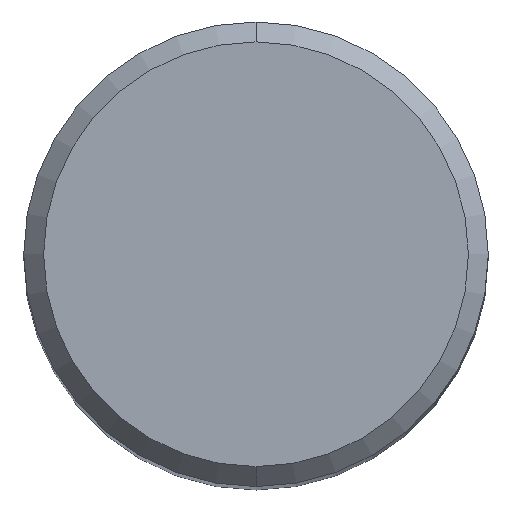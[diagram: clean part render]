
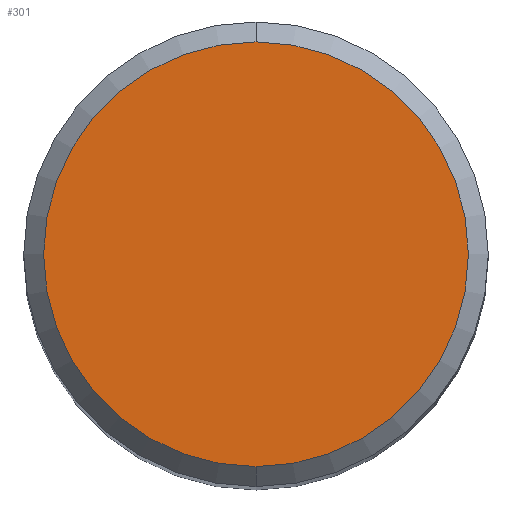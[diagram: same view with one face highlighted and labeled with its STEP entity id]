
A CAD part, top view. The second image highlights one B-rep face of the part: STEP entity #301.
In plain terms, the highlighted planar face has unit normal (0, 0, 1).
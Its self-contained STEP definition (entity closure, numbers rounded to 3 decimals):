
#229=EDGE_CURVE('',#335,#389,#543,.T.);
#301=ADVANCED_FACE('',(#626),#627,.T.);
#335=VERTEX_POINT('',#663);
#367=EDGE_CURVE('',#389,#335,#698,.T.);
#389=VERTEX_POINT('',#721);
#543=CIRCLE('',#999,6.4);
#626=FACE_OUTER_BOUND('',#1168,.T.);
#627=PLANE('',#1169);
#663=CARTESIAN_POINT('',(0.,-6.4,0.0));
#698=CIRCLE('',#1322,6.4);
#721=CARTESIAN_POINT('',(0.0,6.4,0.0));
#999=AXIS2_PLACEMENT_3D('',#1581,#1582,#1583);
#1168=EDGE_LOOP('',(#1706,#1707));
#1169=AXIS2_PLACEMENT_3D('',#1708,#1709,#1710);
#1322=AXIS2_PLACEMENT_3D('',#1780,#1781,#1782);
#1581=CARTESIAN_POINT('',(0.0,0.0,0.0));
#1582=DIRECTION('',(0.0,0.0,-1.0));
#1583=DIRECTION('',(0.0,1.0,0.0));
#1706=ORIENTED_EDGE('',*,*,#367,.F.);
#1707=ORIENTED_EDGE('',*,*,#229,.F.);
#1708=CARTESIAN_POINT('',(0.0,3.2,0.0));
#1709=DIRECTION('',(-0.0,0.0,1.0));
#1710=DIRECTION('',(0.0,-1.0,0.0));
#1780=CARTESIAN_POINT('',(0.0,0.0,0.0));
#1781=DIRECTION('',(0.0,0.0,-1.0));
#1782=DIRECTION('',(0.0,1.0,0.0));
